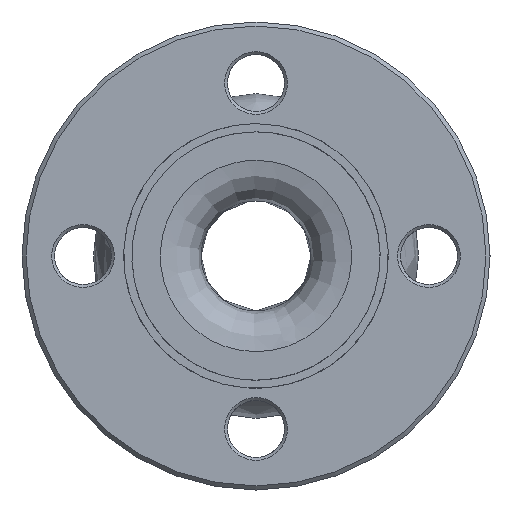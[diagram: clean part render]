
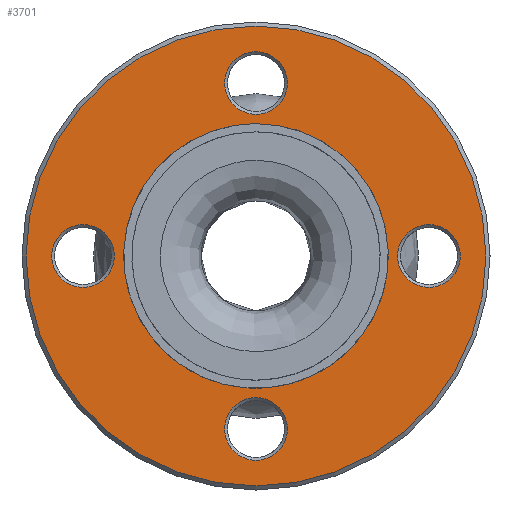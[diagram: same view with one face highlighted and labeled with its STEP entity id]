
A CAD part, left-side view. The second image highlights one B-rep face of the part: STEP entity #3701.
In plain terms, the highlighted planar face has unit normal (-1, 0, 0).
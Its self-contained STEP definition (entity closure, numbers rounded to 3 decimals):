
#3418=CARTESIAN_POINT('',(-61.,-0.,-32.5));
#3419=VERTEX_POINT('',#3418);
#3428=CARTESIAN_POINT('',(-61.,-0.,0.));
#3429=DIRECTION('',(-1.,0.,0.));
#3430=DIRECTION('',(0.,0.,-1.));
#3431=AXIS2_PLACEMENT_3D('',#3428,#3429,#3430);
#3432=CIRCLE('',#3431,32.5);
#3433=EDGE_CURVE('',#3419,#3419,#3432,.T.);
#3513=CARTESIAN_POINT('',(-61.,-0.,0.));
#3514=DIRECTION('',(1.,0.,0.));
#3515=DIRECTION('',(0.,0.,-1.));
#3516=AXIS2_PLACEMENT_3D('',#3513,#3514,#3515);
#3517=PLANE('',#3516);
#3518=CARTESIAN_POINT('',(-61.,7.7,-42.5));
#3519=VERTEX_POINT('',#3518);
#3520=CARTESIAN_POINT('',(-61.,7.7,-42.5));
#3521=CARTESIAN_POINT('',(-61.,7.7,-40.987));
#3522=CARTESIAN_POINT('',(-61.,7.107,-39.556));
#3523=CARTESIAN_POINT('',(-61.,6.515,-38.127));
#3524=CARTESIAN_POINT('',(-61.,5.445,-37.055));
#3525=CARTESIAN_POINT('',(-61.,4.376,-35.985));
#3526=CARTESIAN_POINT('',(-61.,2.945,-35.392));
#3527=CARTESIAN_POINT('',(-61.,1.516,-34.8));
#3528=CARTESIAN_POINT('',(-61.,0.002,-34.8));
#3529=CARTESIAN_POINT('',(-61.,-1.511,-34.8));
#3530=CARTESIAN_POINT('',(-61.,-2.942,-35.392));
#3531=CARTESIAN_POINT('',(-61.,-4.372,-35.983));
#3532=CARTESIAN_POINT('',(-61.,-5.443,-37.054));
#3533=CARTESIAN_POINT('',(-61.,-6.515,-38.125));
#3534=CARTESIAN_POINT('',(-61.,-7.107,-39.551));
#3535=CARTESIAN_POINT('',(-61.,-7.7,-40.979));
#3536=CARTESIAN_POINT('',(-61.,-7.7,-42.501));
#3537=CARTESIAN_POINT('',(-61.,-7.7,-44.02));
#3538=CARTESIAN_POINT('',(-61.,-7.106,-45.45));
#3539=CARTESIAN_POINT('',(-61.,-6.515,-46.874));
#3540=CARTESIAN_POINT('',(-61.,-5.442,-47.947));
#3541=CARTESIAN_POINT('',(-61.,-4.373,-49.016));
#3542=CARTESIAN_POINT('',(-61.,-2.941,-49.609));
#3543=CARTESIAN_POINT('',(-61.,-1.512,-50.199));
#3544=CARTESIAN_POINT('',(-61.,0.003,-50.2));
#3545=CARTESIAN_POINT('',(-61.,1.515,-50.201));
#3546=CARTESIAN_POINT('',(-61.,2.946,-49.608));
#3547=CARTESIAN_POINT('',(-61.,4.375,-49.016));
#3548=CARTESIAN_POINT('',(-61.,5.445,-47.944));
#3549=CARTESIAN_POINT('',(-61.,6.514,-46.874));
#3550=CARTESIAN_POINT('',(-61.,7.107,-45.444));
#3551=CARTESIAN_POINT('',(-61.,7.7,-44.013));
#3552=CARTESIAN_POINT('',(-61.,7.7,-42.5));
#3553=B_SPLINE_CURVE_WITH_KNOTS('',2,(#3520,#3521,#3522,#3523,#3524,#3525,#3526,#3527,#3528,#3529,#3530,#3531,#3532,#3533,#3534,#3535,#3536,#3537,#3538,#3539,#3540,#3541,#3542,#3543,#3544,#3545,
#3546,#3547,#3548,#3549,#3550,#3551,#3552),.UNSPECIFIED.,.T.,.F.,(3,2,2,2,2,2,2,2,2,2,2,2,2,2,2,2,3),(0.,0.063,0.125,0.188,0.25,0.313,0.375,0.438,0.5,0.563,0.625,0.688,0.75,0.813,0.875,0.938,1.),.UNSPECIFIED.);
#3554=EDGE_CURVE('',#3519,#3519,#3553,.T.);
#3555=ORIENTED_EDGE('',*,*,#3554,.T.);
#3556=EDGE_LOOP('',(#3555));
#3557=FACE_BOUND('',#3556,.T.);
#3558=CARTESIAN_POINT('',(-61.,-42.5,-7.7));
#3559=VERTEX_POINT('',#3558);
#3560=CARTESIAN_POINT('',(-61.,-42.5,-7.7));
#3561=CARTESIAN_POINT('',(-61.,-40.987,-7.7));
#3562=CARTESIAN_POINT('',(-61.,-39.556,-7.107));
#3563=CARTESIAN_POINT('',(-61.,-38.127,-6.515));
#3564=CARTESIAN_POINT('',(-61.,-37.055,-5.445));
#3565=CARTESIAN_POINT('',(-61.,-35.985,-4.376));
#3566=CARTESIAN_POINT('',(-61.,-35.392,-2.945));
#3567=CARTESIAN_POINT('',(-61.,-34.8,-1.516));
#3568=CARTESIAN_POINT('',(-61.,-34.8,-0.002));
#3569=CARTESIAN_POINT('',(-61.,-34.8,1.511));
#3570=CARTESIAN_POINT('',(-61.,-35.392,2.942));
#3571=CARTESIAN_POINT('',(-61.,-35.983,4.372));
#3572=CARTESIAN_POINT('',(-61.,-37.054,5.443));
#3573=CARTESIAN_POINT('',(-61.,-38.125,6.515));
#3574=CARTESIAN_POINT('',(-61.,-39.551,7.107));
#3575=CARTESIAN_POINT('',(-61.,-40.979,7.7));
#3576=CARTESIAN_POINT('',(-61.,-42.501,7.7));
#3577=CARTESIAN_POINT('',(-61.,-44.02,7.7));
#3578=CARTESIAN_POINT('',(-61.,-45.45,7.106));
#3579=CARTESIAN_POINT('',(-61.,-46.874,6.515));
#3580=CARTESIAN_POINT('',(-61.,-47.947,5.442));
#3581=CARTESIAN_POINT('',(-61.,-49.016,4.373));
#3582=CARTESIAN_POINT('',(-61.,-49.609,2.941));
#3583=CARTESIAN_POINT('',(-61.,-50.199,1.512));
#3584=CARTESIAN_POINT('',(-61.,-50.2,-0.003));
#3585=CARTESIAN_POINT('',(-61.,-50.201,-1.515));
#3586=CARTESIAN_POINT('',(-61.,-49.608,-2.946));
#3587=CARTESIAN_POINT('',(-61.,-49.016,-4.375));
#3588=CARTESIAN_POINT('',(-61.,-47.944,-5.445));
#3589=CARTESIAN_POINT('',(-61.,-46.874,-6.514));
#3590=CARTESIAN_POINT('',(-61.,-45.444,-7.107));
#3591=CARTESIAN_POINT('',(-61.,-44.013,-7.7));
#3592=CARTESIAN_POINT('',(-61.,-42.5,-7.7));
#3593=B_SPLINE_CURVE_WITH_KNOTS('',2,(#3560,#3561,#3562,#3563,#3564,#3565,#3566,#3567,#3568,#3569,#3570,#3571,#3572,#3573,#3574,#3575,#3576,#3577,#3578,#3579,#3580,#3581,#3582,#3583,#3584,#3585,
#3586,#3587,#3588,#3589,#3590,#3591,#3592),.UNSPECIFIED.,.T.,.F.,(3,2,2,2,2,2,2,2,2,2,2,2,2,2,2,2,3),(0.,0.063,0.125,0.188,0.25,0.313,0.375,0.438,0.5,0.563,0.625,0.688,0.75,0.813,0.875,0.938,1.),.UNSPECIFIED.);
#3594=EDGE_CURVE('',#3559,#3559,#3593,.T.);
#3595=ORIENTED_EDGE('',*,*,#3594,.T.);
#3596=EDGE_LOOP('',(#3595));
#3597=FACE_BOUND('',#3596,.T.);
#3598=CARTESIAN_POINT('',(-61.,7.7,42.5));
#3599=VERTEX_POINT('',#3598);
#3600=CARTESIAN_POINT('',(-61.,7.7,42.5));
#3601=CARTESIAN_POINT('',(-61.,7.7,44.013));
#3602=CARTESIAN_POINT('',(-61.,7.107,45.444));
#3603=CARTESIAN_POINT('',(-61.,6.515,46.873));
#3604=CARTESIAN_POINT('',(-61.,5.445,47.945));
#3605=CARTESIAN_POINT('',(-61.,4.376,49.015));
#3606=CARTESIAN_POINT('',(-61.,2.945,49.608));
#3607=CARTESIAN_POINT('',(-61.,1.516,50.2));
#3608=CARTESIAN_POINT('',(-61.,0.002,50.2));
#3609=CARTESIAN_POINT('',(-61.,-1.511,50.2));
#3610=CARTESIAN_POINT('',(-61.,-2.942,49.608));
#3611=CARTESIAN_POINT('',(-61.,-4.372,49.017));
#3612=CARTESIAN_POINT('',(-61.,-5.443,47.946));
#3613=CARTESIAN_POINT('',(-61.,-6.515,46.875));
#3614=CARTESIAN_POINT('',(-61.,-7.107,45.449));
#3615=CARTESIAN_POINT('',(-61.,-7.7,44.021));
#3616=CARTESIAN_POINT('',(-61.,-7.7,42.499));
#3617=CARTESIAN_POINT('',(-61.,-7.7,40.98));
#3618=CARTESIAN_POINT('',(-61.,-7.106,39.55));
#3619=CARTESIAN_POINT('',(-61.,-6.515,38.126));
#3620=CARTESIAN_POINT('',(-61.,-5.442,37.053));
#3621=CARTESIAN_POINT('',(-61.,-4.373,35.984));
#3622=CARTESIAN_POINT('',(-61.,-2.941,35.391));
#3623=CARTESIAN_POINT('',(-61.,-1.512,34.801));
#3624=CARTESIAN_POINT('',(-61.,0.003,34.8));
#3625=CARTESIAN_POINT('',(-61.,1.515,34.799));
#3626=CARTESIAN_POINT('',(-61.,2.946,35.392));
#3627=CARTESIAN_POINT('',(-61.,4.375,35.984));
#3628=CARTESIAN_POINT('',(-61.,5.445,37.056));
#3629=CARTESIAN_POINT('',(-61.,6.514,38.126));
#3630=CARTESIAN_POINT('',(-61.,7.107,39.556));
#3631=CARTESIAN_POINT('',(-61.,7.7,40.987));
#3632=CARTESIAN_POINT('',(-61.,7.7,42.5));
#3633=B_SPLINE_CURVE_WITH_KNOTS('',2,(#3600,#3601,#3602,#3603,#3604,#3605,#3606,#3607,#3608,#3609,#3610,#3611,#3612,#3613,#3614,#3615,#3616,#3617,#3618,#3619,#3620,#3621,#3622,#3623,#3624,#3625,
#3626,#3627,#3628,#3629,#3630,#3631,#3632),.UNSPECIFIED.,.T.,.F.,(3,2,2,2,2,2,2,2,2,2,2,2,2,2,2,2,3),(0.,0.063,0.125,0.188,0.25,0.313,0.375,0.438,0.5,0.563,0.625,0.688,0.75,0.813,0.875,0.938,1.),.UNSPECIFIED.);
#3634=EDGE_CURVE('',#3599,#3599,#3633,.T.);
#3635=ORIENTED_EDGE('',*,*,#3634,.T.);
#3636=EDGE_LOOP('',(#3635));
#3637=FACE_BOUND('',#3636,.T.);
#3638=CARTESIAN_POINT('',(-61.,42.5,-7.7));
#3639=VERTEX_POINT('',#3638);
#3640=CARTESIAN_POINT('',(-61.,42.5,-7.7));
#3641=CARTESIAN_POINT('',(-61.,44.013,-7.7));
#3642=CARTESIAN_POINT('',(-61.,45.444,-7.107));
#3643=CARTESIAN_POINT('',(-61.,46.873,-6.515));
#3644=CARTESIAN_POINT('',(-61.,47.945,-5.445));
#3645=CARTESIAN_POINT('',(-61.,49.015,-4.376));
#3646=CARTESIAN_POINT('',(-61.,49.608,-2.945));
#3647=CARTESIAN_POINT('',(-61.,50.2,-1.516));
#3648=CARTESIAN_POINT('',(-61.,50.2,-0.002));
#3649=CARTESIAN_POINT('',(-61.,50.2,1.511));
#3650=CARTESIAN_POINT('',(-61.,49.608,2.942));
#3651=CARTESIAN_POINT('',(-61.,49.017,4.372));
#3652=CARTESIAN_POINT('',(-61.,47.946,5.443));
#3653=CARTESIAN_POINT('',(-61.,46.875,6.515));
#3654=CARTESIAN_POINT('',(-61.,45.449,7.107));
#3655=CARTESIAN_POINT('',(-61.,44.021,7.7));
#3656=CARTESIAN_POINT('',(-61.,42.499,7.7));
#3657=CARTESIAN_POINT('',(-61.,40.98,7.7));
#3658=CARTESIAN_POINT('',(-61.,39.55,7.106));
#3659=CARTESIAN_POINT('',(-61.,38.126,6.515));
#3660=CARTESIAN_POINT('',(-61.,37.053,5.442));
#3661=CARTESIAN_POINT('',(-61.,35.984,4.373));
#3662=CARTESIAN_POINT('',(-61.,35.391,2.941));
#3663=CARTESIAN_POINT('',(-61.,34.801,1.512));
#3664=CARTESIAN_POINT('',(-61.,34.8,-0.003));
#3665=CARTESIAN_POINT('',(-61.,34.799,-1.515));
#3666=CARTESIAN_POINT('',(-61.,35.392,-2.946));
#3667=CARTESIAN_POINT('',(-61.,35.984,-4.375));
#3668=CARTESIAN_POINT('',(-61.,37.056,-5.445));
#3669=CARTESIAN_POINT('',(-61.,38.126,-6.514));
#3670=CARTESIAN_POINT('',(-61.,39.556,-7.107));
#3671=CARTESIAN_POINT('',(-61.,40.987,-7.7));
#3672=CARTESIAN_POINT('',(-61.,42.5,-7.7));
#3673=B_SPLINE_CURVE_WITH_KNOTS('',2,(#3640,#3641,#3642,#3643,#3644,#3645,#3646,#3647,#3648,#3649,#3650,#3651,#3652,#3653,#3654,#3655,#3656,#3657,#3658,#3659,#3660,#3661,#3662,#3663,#3664,#3665,
#3666,#3667,#3668,#3669,#3670,#3671,#3672),.UNSPECIFIED.,.T.,.F.,(3,2,2,2,2,2,2,2,2,2,2,2,2,2,2,2,3),(0.,0.063,0.125,0.188,0.25,0.313,0.375,0.438,0.5,0.563,0.625,0.688,0.75,0.813,0.875,0.938,1.),.UNSPECIFIED.);
#3674=EDGE_CURVE('',#3639,#3639,#3673,.T.);
#3675=ORIENTED_EDGE('',*,*,#3674,.T.);
#3676=EDGE_LOOP('',(#3675));
#3677=FACE_BOUND('',#3676,.T.);
#3678=CARTESIAN_POINT('',(-61.,-0.,-56.5));
#3679=VERTEX_POINT('',#3678);
#3680=CARTESIAN_POINT('',(-61.,56.5,-0.));
#3681=VERTEX_POINT('',#3680);
#3682=CARTESIAN_POINT('',(-61.,-0.,0.));
#3683=DIRECTION('',(-1.,-0.,-0.));
#3684=DIRECTION('',(0.,0.,-1.));
#3685=AXIS2_PLACEMENT_3D('',#3682,#3683,#3684);
#3686=CIRCLE('',#3685,56.5);
#3687=EDGE_CURVE('',#3679,#3681,#3686,.T.);
#3688=ORIENTED_EDGE('',*,*,#3687,.T.);
#3689=CARTESIAN_POINT('',(-61.,-0.,0.));
#3690=DIRECTION('',(-1.,-0.,-0.));
#3691=DIRECTION('',(0.,0.,-1.));
#3692=AXIS2_PLACEMENT_3D('',#3689,#3690,#3691);
#3693=CIRCLE('',#3692,56.5);
#3694=EDGE_CURVE('',#3681,#3679,#3693,.T.);
#3695=ORIENTED_EDGE('',*,*,#3694,.T.);
#3696=EDGE_LOOP('',(#3688,#3695));
#3697=FACE_BOUND('',#3696,.T.);
#3698=ORIENTED_EDGE('',*,*,#3433,.F.);
#3699=EDGE_LOOP('',(#3698));
#3700=FACE_BOUND('',#3699,.T.);
#3701=ADVANCED_FACE('',(#3557,#3597,#3637,#3677,#3697,#3700),#3517,.F.);
